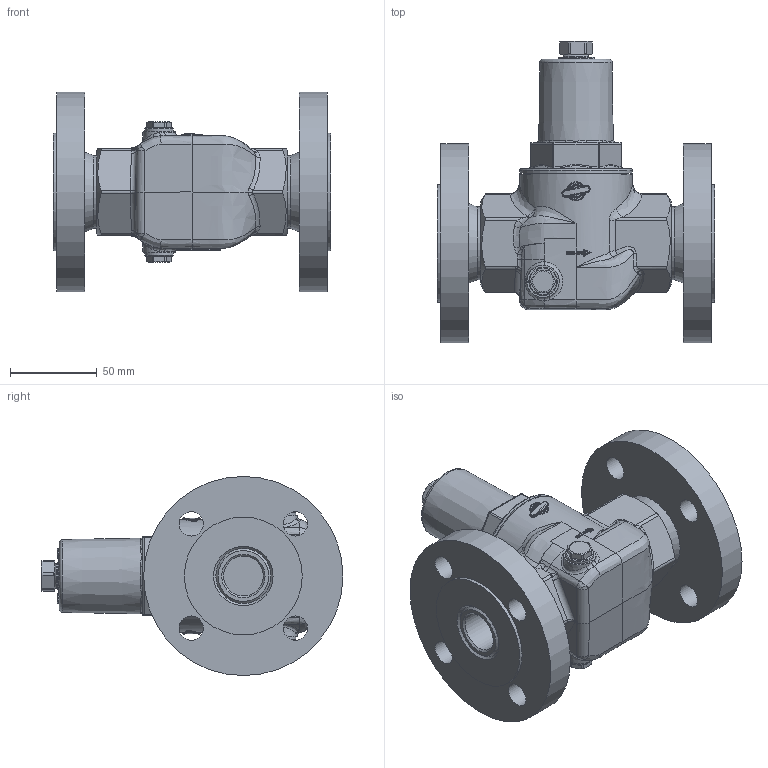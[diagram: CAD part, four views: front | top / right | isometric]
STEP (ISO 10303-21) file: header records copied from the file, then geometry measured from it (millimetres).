
FILE_DESCRIPTION(/* description */ (''),/* implementation_level */ '2;1');
FILE_NAME(/* name */ '083204-000A0.stp',/* time_stamp */ '2022-07-07T16:10:08+02:00',/* author */ ('junkers'),/* organization */ (''),/* preprocessor_version */ 'ST-DEVELOPER v19',/* originating_system */ 'Autodesk Inventor 2023',/* authorisation */ '');
FILE_SCHEMA (('AUTOMOTIVE_DESIGN { 1 0 10303 214 3 1 1 }'));
Products named in the file (1): 083204-step
Bounding box: 160 x 174.28 x 115 mm (x, y, z)
Volume: 818660.1 mm3; surface area: 108167 mm2
Topology: 1 solids, 1 shells, 858 faces, 2223 edges, 1396 vertices
Faces by surface type: bspline 418, plane 205, cylinder 143, cone 42, torus 36, sphere 14
Full cylindrical faces by diameter (mm): 2 x1, 10 x3, 10.2 x1, 10.5 x1, 14 x8, 15 x3, 16.5 x2, 20 x1, 23 x2, 42 x2, 60 x1, 65 x1, 68 x2, 115 x2
Entity records: 42677 total; most frequent: CARTESIAN_POINT 24927, ORIENTED_EDGE 4420, DIRECTION 2485, EDGE_CURVE 2210, VERTEX_POINT 1396, B_SPLINE_CURVE_WITH_KNOTS 1125, AXIS2_PLACEMENT_3D 1007, EDGE_LOOP 918
